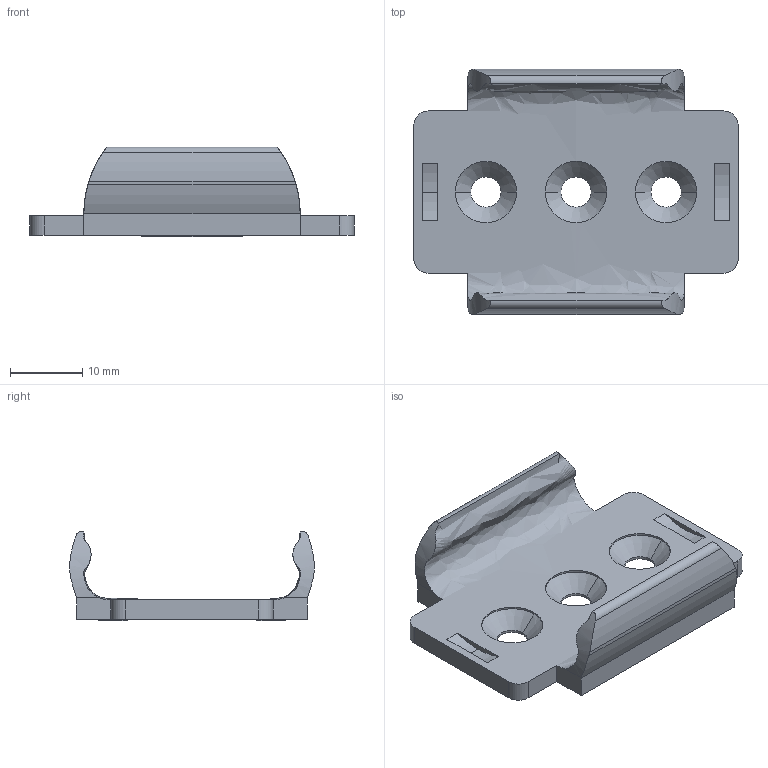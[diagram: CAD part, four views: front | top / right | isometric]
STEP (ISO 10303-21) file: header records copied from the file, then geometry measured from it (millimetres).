
FILE_DESCRIPTION (( 'STEP AP214' ), '1' );
FILE_NAME ('SZ-310ARM.step', '2019-03-26T15:52:51', ( '' ), ( '' ), 'SwSTEP 2.0', 'SolidWorks 2018', '' );
FILE_SCHEMA (( 'AUTOMOTIVE_DESIGN' ));
Length unit declared in the file: inch
Products named in the file (1): SZ-310ARM
Bounding box: 45 x 34 x 12.45 mm (x, y, z)
Volume: 4420.9 mm3; surface area: 4383.8 mm2
Topology: 1 solids, 1 shells, 76 faces, 200 edges, 132 vertices
Faces by surface type: plane 39, cylinder 27, cone 6, bspline 4
Entity records: 2646 total; most frequent: CARTESIAN_POINT 745, ORIENTED_EDGE 400, DIRECTION 364, EDGE_CURVE 200, VERTEX_POINT 132, AXIS2_PLACEMENT_3D 123, VECTOR 118, LINE 118
